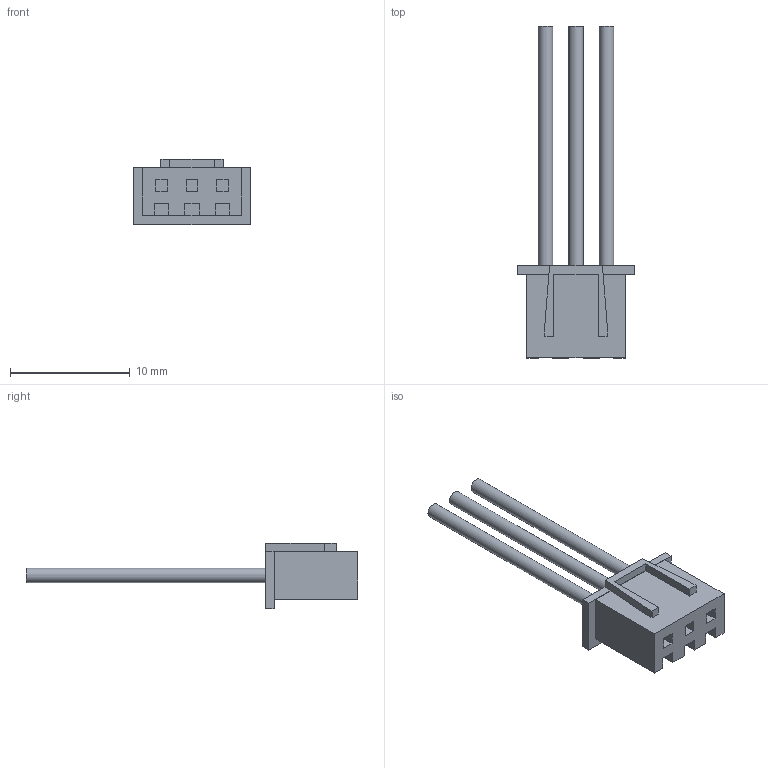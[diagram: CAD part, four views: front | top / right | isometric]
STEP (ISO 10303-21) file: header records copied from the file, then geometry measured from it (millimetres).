
FILE_DESCRIPTION(('FreeCAD Model'),'2;1');
FILE_NAME('JST_XH_3pf.step','2021-03-24T16:34:05',('Author'),(''), 'Open CASCADE STEP processor 7.3','FreeCAD','Unknown');
FILE_SCHEMA(('AUTOMOTIVE_DESIGN { 1 0 10303 214 1 1 1 1 }'));
Length unit declared in the file: millimetre
Products named in the file (1): JST_XH_3pf
Bounding box: 9.7 x 27.7 x 5.5 mm (x, y, z)
Volume: 316.9 mm3; surface area: 678 mm2
Topology: 6 solids, 6 shells, 60 faces, 135 edges, 90 vertices
Faces by surface type: plane 57, cylinder 3
Full cylindrical faces by diameter (mm): 1.2 x3
Entity records: 3813 total; most frequent: CARTESIAN_POINT 568, DIRECTION 521, LINE 381, VECTOR 381, ORIENTED_EDGE 270, PCURVE 270, DEFINITIONAL_REPRESENTATION 270, EDGE_CURVE 135
